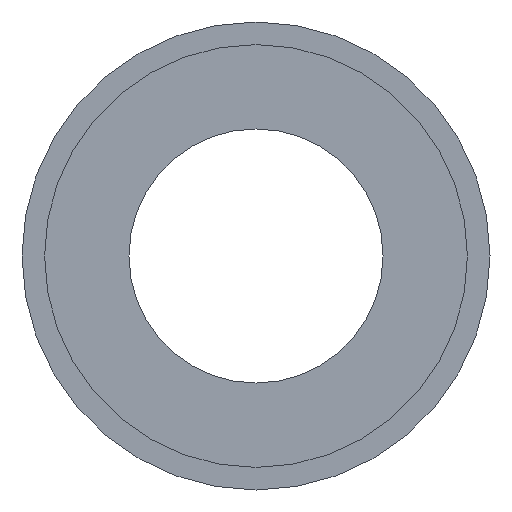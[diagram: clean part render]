
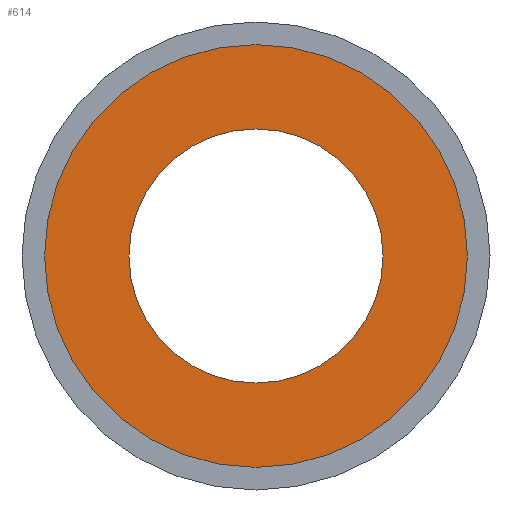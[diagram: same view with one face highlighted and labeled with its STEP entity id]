
A CAD part, front view. The second image highlights one B-rep face of the part: STEP entity #614.
In plain terms, the highlighted planar face has unit normal (0, -1, 0).
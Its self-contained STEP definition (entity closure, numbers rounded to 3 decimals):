
#27 = CARTESIAN_POINT ( 'NONE',  ( 25.95, 6.5, 0. ) ) ;
#28 = EDGE_LOOP ( 'NONE', ( #361, #82 ) ) ;
#34 = ORIENTED_EDGE ( 'NONE', *, *, #513, .T. ) ;
#38 = EDGE_LOOP ( 'NONE', ( #34, #43 ) ) ;
#43 = ORIENTED_EDGE ( 'NONE', *, *, #171, .T. ) ;
#57 = CARTESIAN_POINT ( 'NONE',  ( 15.2, 6.5, 0. ) ) ;
#75 = DIRECTION ( 'NONE',  ( 0., 1., 0. ) ) ;
#82 = ORIENTED_EDGE ( 'NONE', *, *, #456, .F. ) ;
#91 = FACE_BOUND ( 'NONE', #38, .T. ) ;
#92 = CIRCLE ( 'NONE', #164, 25.95 ) ;
#117 = DIRECTION ( 'NONE',  ( 0., 1., 0. ) ) ;
#164 = AXIS2_PLACEMENT_3D ( 'NONE', #504, #117, #318 ) ;
#171 = EDGE_CURVE ( 'NONE', #257, #546, #246, .T. ) ;
#175 = PLANE ( 'NONE',  #617 ) ;
#183 = DIRECTION ( 'NONE',  ( 0., 1., 0. ) ) ;
#199 = AXIS2_PLACEMENT_3D ( 'NONE', #511, #226, #466 ) ;
#220 = FACE_OUTER_BOUND ( 'NONE', #28, .T. ) ;
#226 = DIRECTION ( 'NONE',  ( 0., 1., 0. ) ) ;
#246 = CIRCLE ( 'NONE', #384, 15.2 ) ;
#257 = VERTEX_POINT ( 'NONE', #57 ) ;
#274 = AXIS2_PLACEMENT_3D ( 'NONE', #519, #510, #553 ) ;
#318 = DIRECTION ( 'NONE',  ( -1., 0., 0. ) ) ;
#326 = CARTESIAN_POINT ( 'NONE',  ( -15.2, 6.5, 0. ) ) ;
#351 = CIRCLE ( 'NONE', #274, 25.95 ) ;
#361 = ORIENTED_EDGE ( 'NONE', *, *, #548, .F. ) ;
#362 = VERTEX_POINT ( 'NONE', #493 ) ;
#384 = AXIS2_PLACEMENT_3D ( 'NONE', #471, #183, #563 ) ;
#413 = CARTESIAN_POINT ( 'NONE',  ( 15.2, 6.5, 0. ) ) ;
#426 = VERTEX_POINT ( 'NONE', #27 ) ;
#456 = EDGE_CURVE ( 'NONE', #426, #362, #92, .T. ) ;
#466 = DIRECTION ( 'NONE',  ( -1., 0., 0. ) ) ;
#471 = CARTESIAN_POINT ( 'NONE',  ( 0., 6.5, 0. ) ) ;
#493 = CARTESIAN_POINT ( 'NONE',  ( -25.95, 6.5, 0. ) ) ;
#504 = CARTESIAN_POINT ( 'NONE',  ( 0., 6.5, 0. ) ) ;
#510 = DIRECTION ( 'NONE',  ( 0., 1., 0. ) ) ;
#511 = CARTESIAN_POINT ( 'NONE',  ( 0., 6.5, 0. ) ) ;
#513 = EDGE_CURVE ( 'NONE', #546, #257, #550, .T. ) ;
#519 = CARTESIAN_POINT ( 'NONE',  ( 0., 6.5, 0. ) ) ;
#546 = VERTEX_POINT ( 'NONE', #326 ) ;
#548 = EDGE_CURVE ( 'NONE', #362, #426, #351, .T. ) ;
#550 = CIRCLE ( 'NONE', #199, 15.2 ) ;
#553 = DIRECTION ( 'NONE',  ( -1., 0., 0. ) ) ;
#562 = DIRECTION ( 'NONE',  ( -1., 0., 0. ) ) ;
#563 = DIRECTION ( 'NONE',  ( -1., 0., 0. ) ) ;
#614 = ADVANCED_FACE ( 'NONE', ( #220, #91 ), #175, .F. ) ;
#617 = AXIS2_PLACEMENT_3D ( 'NONE', #413, #75, #562 ) ;
